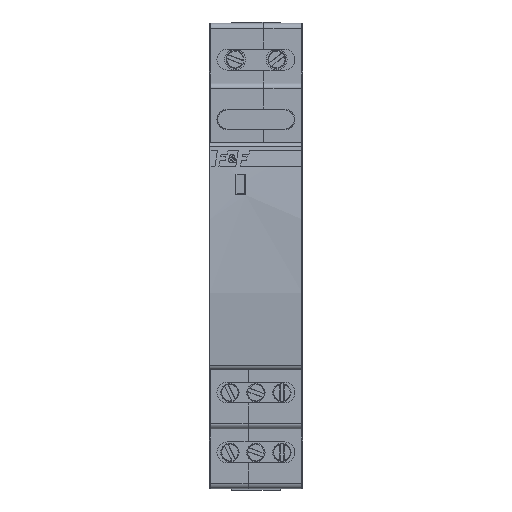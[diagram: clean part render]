
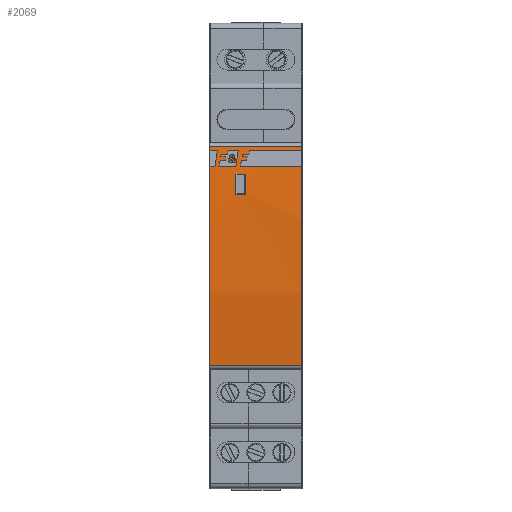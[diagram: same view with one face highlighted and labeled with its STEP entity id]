
A CAD part, front view. The second image highlights one B-rep face of the part: STEP entity #2069.
In plain terms, the highlighted cylindrical face has radius 180.874 mm (diameter 361.747 mm), a partial arc.
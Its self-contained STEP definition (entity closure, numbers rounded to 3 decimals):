
#2069=ADVANCED_FACE('',(#5092,#5094),#5096,.T.);
#5092=FACE_BOUND('',#5093,.T.);
#5093=EDGE_LOOP('',(#8968,#8969,#8970,#8971));
#5094=FACE_BOUND('',#5095,.T.);
#5095=EDGE_LOOP('',(#8972,#8973,#8974,#8975));
#5096=CYLINDRICAL_SURFACE('',#5097,180.874);
#5097=AXIS2_PLACEMENT_3D('',#5098,#5099,#5100);
#5098=CARTESIAN_POINT('',(0.,177.971,0.25));
#5099=DIRECTION('',(1.,0.,0.));
#5100=DIRECTION('',(0.,-0.993,0.12));
#8968=ORIENTED_EDGE('',*,*,#11352,.F.);
#8969=ORIENTED_EDGE('',*,*,#11353,.F.);
#8970=ORIENTED_EDGE('',*,*,#11354,.T.);
#8971=ORIENTED_EDGE('',*,*,#11355,.T.);
#8972=ORIENTED_EDGE('',*,*,#11356,.T.);
#8973=ORIENTED_EDGE('',*,*,#11357,.T.);
#8974=ORIENTED_EDGE('',*,*,#11358,.T.);
#8975=ORIENTED_EDGE('',*,*,#11359,.T.);
#11352=EDGE_CURVE('',#13562,#13563,#13564,.T.);
#11353=EDGE_CURVE('',#13565,#13562,#13566,.T.);
#11354=EDGE_CURVE('',#13565,#13567,#13568,.T.);
#11355=EDGE_CURVE('',#13567,#13563,#13569,.T.);
#11356=EDGE_CURVE('',#13570,#13571,#13572,.T.);
#11357=EDGE_CURVE('',#13571,#13573,#13574,.F.);
#11358=EDGE_CURVE('',#13573,#13575,#13576,.F.);
#11359=EDGE_CURVE('',#13575,#13570,#13577,.T.);
#13562=VERTEX_POINT('',#18156);
#13563=VERTEX_POINT('',#18157);
#13564=CIRCLE('',#18158,180.874);
#13565=VERTEX_POINT('',#18162);
#13566=LINE('',#18163,#18164);
#13567=VERTEX_POINT('',#18166);
#13568=CIRCLE('',#18167,180.874);
#13569=LINE('',#18171,#18172);
#13570=VERTEX_POINT('',#18174);
#13571=VERTEX_POINT('',#18175);
#13572=CIRCLE('',#18176,180.874);
#13573=VERTEX_POINT('',#18180);
#13574=LINE('',#18181,#18182);
#13575=VERTEX_POINT('',#18184);
#13576=CIRCLE('',#18185,180.874);
#13577=LINE('',#18189,#18190);
#18156=CARTESIAN_POINT('',(17.85,-1.664,21.382));
#18157=CARTESIAN_POINT('',(17.85,-1.664,-20.882));
#18158=AXIS2_PLACEMENT_3D('',#18159,#18160,#18161);
#18159=CARTESIAN_POINT('',(17.85,177.971,0.25));
#18160=DIRECTION('',(1.,0.,0.));
#18161=DIRECTION('',(0.,-0.993,0.117));
#18162=CARTESIAN_POINT('',(0.15,-1.664,21.382));
#18163=CARTESIAN_POINT('',(0.15,-1.664,21.382));
#18164=VECTOR('',#18165,1.);
#18165=DIRECTION('',(1.,0.,0.));
#18166=CARTESIAN_POINT('',(0.15,-1.664,-20.882));
#18167=AXIS2_PLACEMENT_3D('',#18168,#18169,#18170);
#18168=CARTESIAN_POINT('',(0.15,177.971,0.25));
#18169=DIRECTION('',(1.,0.,0.));
#18170=DIRECTION('',(0.,-0.993,0.117));
#18171=CARTESIAN_POINT('',(0.15,-1.664,-20.882));
#18172=VECTOR('',#18173,1.);
#18173=DIRECTION('',(1.,0.,0.));
#18174=CARTESIAN_POINT('',(7.,-2.216,16.));
#18175=CARTESIAN_POINT('',(7.,-2.521,12.));
#18176=AXIS2_PLACEMENT_3D('',#18177,#18178,#18179);
#18177=CARTESIAN_POINT('',(7.,177.971,0.25));
#18178=DIRECTION('',(1.,0.,0.));
#18179=DIRECTION('',(0.,-0.996,0.087));
#18180=CARTESIAN_POINT('',(5.,-2.521,12.));
#18181=CARTESIAN_POINT('',(5.,-2.521,12.));
#18182=VECTOR('',#18183,1.);
#18183=DIRECTION('',(1.,0.,0.));
#18184=CARTESIAN_POINT('',(5.,-2.216,16.));
#18185=AXIS2_PLACEMENT_3D('',#18186,#18187,#18188);
#18186=CARTESIAN_POINT('',(5.,177.971,0.25));
#18187=DIRECTION('',(1.,0.,0.));
#18188=DIRECTION('',(0.,-0.996,0.087));
#18189=CARTESIAN_POINT('',(5.,-2.216,16.));
#18190=VECTOR('',#18191,1.);
#18191=DIRECTION('',(1.,0.,0.));
